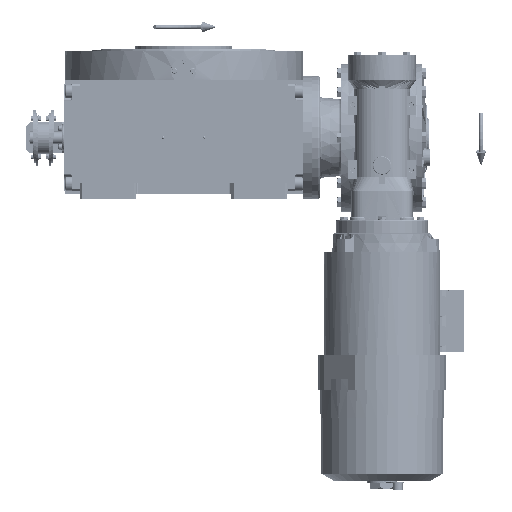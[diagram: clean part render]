
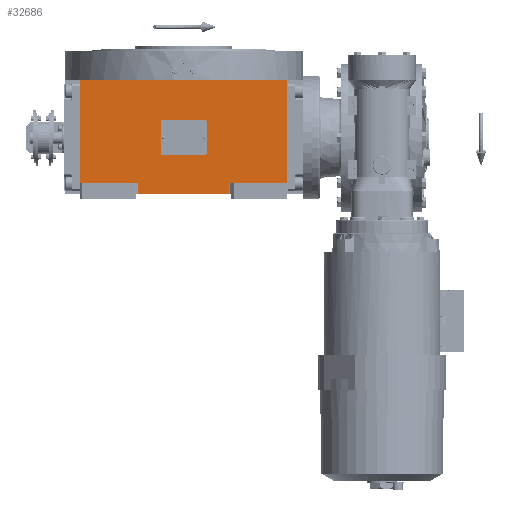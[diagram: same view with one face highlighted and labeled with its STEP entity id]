
A CAD part, top view. The second image highlights one B-rep face of the part: STEP entity #32686.
In plain terms, the highlighted planar face has unit normal (0, 0, 1).
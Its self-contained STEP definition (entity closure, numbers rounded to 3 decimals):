
#2057 = LINE ( 'NONE', #38294, #8470 ) ;
#4649 = EDGE_LOOP ( 'NONE', ( #34006, #108022, #7297, #155692, #24297, #119808, #96798, #157786 ) ) ;
#6582 = LINE ( 'NONE', #7436, #8801 ) ;
#7297 = ORIENTED_EDGE ( 'NONE', *, *, #33343, .T. ) ;
#7436 = CARTESIAN_POINT ( 'NONE',  ( 135., -59., 226. ) ) ;
#8470 = VECTOR ( 'NONE', #67587, 1000. ) ;
#8801 = VECTOR ( 'NONE', #111770, 1000. ) ;
#9573 = EDGE_CURVE ( 'NONE', #27887, #115629, #115354, .T. ) ;
#10610 = EDGE_CURVE ( 'NONE', #115629, #124464, #49017, .T. ) ;
#11618 = VERTEX_POINT ( 'NONE', #60280 ) ;
#15475 = VERTEX_POINT ( 'NONE', #123135 ) ;
#16591 = VECTOR ( 'NONE', #143807, 1000. ) ;
#20501 = DIRECTION ( 'NONE',  ( 0., 1., 0. ) ) ;
#24297 = ORIENTED_EDGE ( 'NONE', *, *, #10610, .F. ) ;
#27887 = VERTEX_POINT ( 'NONE', #143006 ) ;
#32686 = ADVANCED_FACE ( 'NONE', ( #69678 ), #125634, .T. ) ;
#33343 = EDGE_CURVE ( 'NONE', #163735, #120466, #2057, .T. ) ;
#34006 = ORIENTED_EDGE ( 'NONE', *, *, #152293, .T. ) ;
#38294 = CARTESIAN_POINT ( 'NONE',  ( 59., -59., 226. ) ) ;
#42905 = EDGE_CURVE ( 'NONE', #120466, #124464, #6582, .T. ) ;
#44743 = CARTESIAN_POINT ( 'NONE',  ( 59., -59., 226. ) ) ;
#48958 = DIRECTION ( 'NONE',  ( 0., 1., 0. ) ) ;
#49017 = LINE ( 'NONE', #141286, #16591 ) ;
#49341 = CARTESIAN_POINT ( 'NONE',  ( 135., 75., 226. ) ) ;
#54132 = VECTOR ( 'NONE', #91246, 1000. ) ;
#55644 = LINE ( 'NONE', #147905, #60810 ) ;
#56703 = DIRECTION ( 'NONE',  ( 1., 0., 0. ) ) ;
#60280 = CARTESIAN_POINT ( 'NONE',  ( -59., -73., 226. ) ) ;
#60810 = VECTOR ( 'NONE', #94469, 1000. ) ;
#65722 = DIRECTION ( 'NONE',  ( 1., 0., 0. ) ) ;
#66918 = EDGE_CURVE ( 'NONE', #163735, #15475, #55644, .T. ) ;
#67587 = DIRECTION ( 'NONE',  ( 1., 0., 0. ) ) ;
#69678 = FACE_OUTER_BOUND ( 'NONE', #4649, .T. ) ;
#75940 = EDGE_CURVE ( 'NONE', #27887, #151533, #130392, .T. ) ;
#90484 = VECTOR ( 'NONE', #65722, 1000. ) ;
#91246 = DIRECTION ( 'NONE',  ( 1., 0., 0. ) ) ;
#94469 = DIRECTION ( 'NONE',  ( 0., -1., 0. ) ) ;
#96798 = ORIENTED_EDGE ( 'NONE', *, *, #75940, .T. ) ;
#101276 = CARTESIAN_POINT ( 'NONE',  ( -59., -59., 226. ) ) ;
#104733 = CARTESIAN_POINT ( 'NONE',  ( 135., -59., 226. ) ) ;
#105160 = CARTESIAN_POINT ( 'NONE',  ( -135., 75., 226. ) ) ;
#108022 = ORIENTED_EDGE ( 'NONE', *, *, #66918, .F. ) ;
#111770 = DIRECTION ( 'NONE',  ( 0., 1., 0. ) ) ;
#112737 = CARTESIAN_POINT ( 'NONE',  ( -135., -73., 226. ) ) ;
#115354 = LINE ( 'NONE', #167984, #156013 ) ;
#115361 = LINE ( 'NONE', #142075, #134233 ) ;
#115629 = VERTEX_POINT ( 'NONE', #105160 ) ;
#117445 = CARTESIAN_POINT ( 'NONE',  ( -135., -59., 226. ) ) ;
#119808 = ORIENTED_EDGE ( 'NONE', *, *, #9573, .F. ) ;
#120466 = VERTEX_POINT ( 'NONE', #104733 ) ;
#123135 = CARTESIAN_POINT ( 'NONE',  ( 59., -73., 226. ) ) ;
#124464 = VERTEX_POINT ( 'NONE', #49341 ) ;
#124787 = DIRECTION ( 'NONE',  ( 0., 0., 1. ) ) ;
#125634 = PLANE ( 'NONE',  #159766 ) ;
#130392 = LINE ( 'NONE', #117445, #90484 ) ;
#132593 = CARTESIAN_POINT ( 'NONE',  ( -59., -73., 226. ) ) ;
#134233 = VECTOR ( 'NONE', #48958, 1000. ) ;
#138879 = EDGE_CURVE ( 'NONE', #11618, #151533, #115361, .T. ) ;
#141286 = CARTESIAN_POINT ( 'NONE',  ( -135., 75., 226. ) ) ;
#142075 = CARTESIAN_POINT ( 'NONE',  ( -59., -73., 226. ) ) ;
#143006 = CARTESIAN_POINT ( 'NONE',  ( -135., -59., 226. ) ) ;
#143807 = DIRECTION ( 'NONE',  ( 1., 0., 0. ) ) ;
#147905 = CARTESIAN_POINT ( 'NONE',  ( 59., -59., 226. ) ) ;
#151533 = VERTEX_POINT ( 'NONE', #101276 ) ;
#152293 = EDGE_CURVE ( 'NONE', #11618, #15475, #169722, .T. ) ;
#155692 = ORIENTED_EDGE ( 'NONE', *, *, #42905, .T. ) ;
#156013 = VECTOR ( 'NONE', #20501, 1000. ) ;
#157786 = ORIENTED_EDGE ( 'NONE', *, *, #138879, .F. ) ;
#159766 = AXIS2_PLACEMENT_3D ( 'NONE', #112737, #124787, #56703 ) ;
#163735 = VERTEX_POINT ( 'NONE', #44743 ) ;
#167984 = CARTESIAN_POINT ( 'NONE',  ( -135., -59., 226. ) ) ;
#169722 = LINE ( 'NONE', #132593, #54132 ) ;
